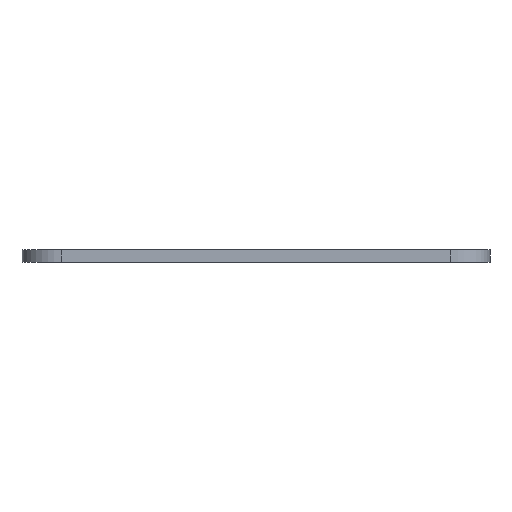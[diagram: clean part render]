
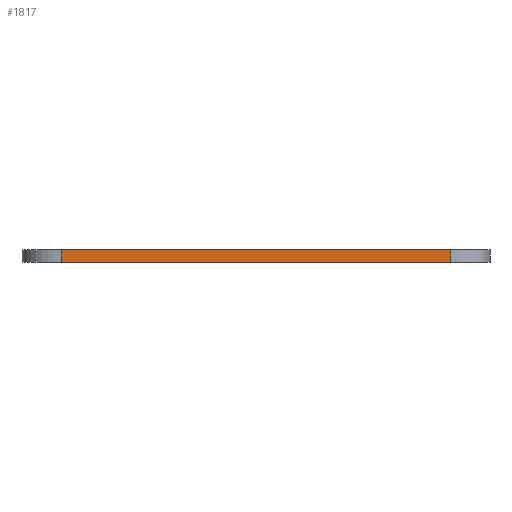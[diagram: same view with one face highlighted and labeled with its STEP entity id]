
A CAD part, left-side view. The second image highlights one B-rep face of the part: STEP entity #1817.
In plain terms, the highlighted planar face has unit normal (-1, 0, 0).
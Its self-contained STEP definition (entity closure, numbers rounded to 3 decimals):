
#163 = VERTEX_POINT('',#164);
#164 = CARTESIAN_POINT('',(79.,-88.8,0.));
#171 = EDGE_CURVE('',#163,#172,#174,.T.);
#172 = VERTEX_POINT('',#173);
#173 = CARTESIAN_POINT('',(79.,-39.,0.));
#174 = LINE('',#175,#176);
#175 = CARTESIAN_POINT('',(79.,-88.8,0.));
#176 = VECTOR('',#177,1.);
#177 = DIRECTION('',(0.,1.,0.));
#985 = VERTEX_POINT('',#986);
#986 = CARTESIAN_POINT('',(79.,-88.8,1.6));
#993 = EDGE_CURVE('',#985,#994,#996,.T.);
#994 = VERTEX_POINT('',#995);
#995 = CARTESIAN_POINT('',(79.,-39.,1.6));
#996 = LINE('',#997,#998);
#997 = CARTESIAN_POINT('',(79.,-88.8,1.6));
#998 = VECTOR('',#999,1.);
#999 = DIRECTION('',(0.,1.,0.));
#1787 = EDGE_CURVE('',#172,#994,#1788,.T.);
#1788 = LINE('',#1789,#1790);
#1789 = CARTESIAN_POINT('',(79.,-39.,0.));
#1790 = VECTOR('',#1791,1.);
#1791 = DIRECTION('',(0.,0.,1.));
#1817 = ADVANCED_FACE('',(#1818),#1829,.T.);
#1818 = FACE_BOUND('',#1819,.T.);
#1819 = EDGE_LOOP('',(#1820,#1826,#1827,#1828));
#1820 = ORIENTED_EDGE('',*,*,#1821,.T.);
#1821 = EDGE_CURVE('',#163,#985,#1822,.T.);
#1822 = LINE('',#1823,#1824);
#1823 = CARTESIAN_POINT('',(79.,-88.8,0.));
#1824 = VECTOR('',#1825,1.);
#1825 = DIRECTION('',(0.,0.,1.));
#1826 = ORIENTED_EDGE('',*,*,#993,.T.);
#1827 = ORIENTED_EDGE('',*,*,#1787,.F.);
#1828 = ORIENTED_EDGE('',*,*,#171,.F.);
#1829 = PLANE('',#1830);
#1830 = AXIS2_PLACEMENT_3D('',#1831,#1832,#1833);
#1831 = CARTESIAN_POINT('',(79.,-88.8,0.));
#1832 = DIRECTION('',(-1.,0.,0.));
#1833 = DIRECTION('',(0.,1.,0.));
